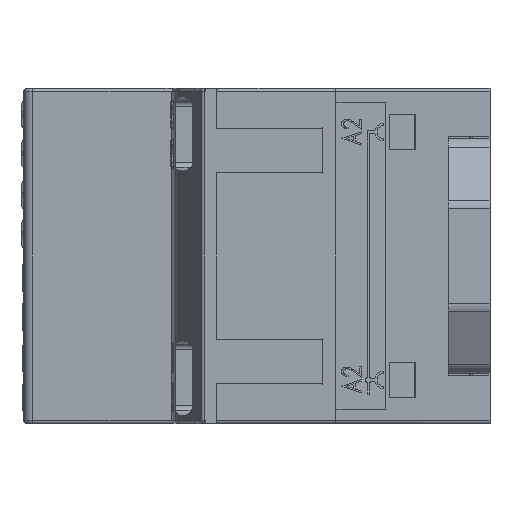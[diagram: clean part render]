
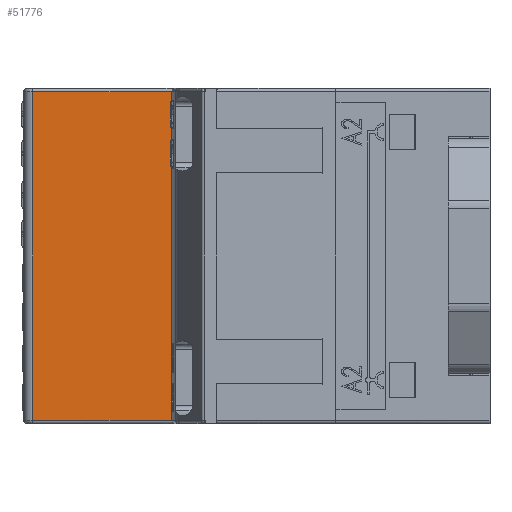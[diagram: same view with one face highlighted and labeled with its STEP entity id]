
A CAD part, left-side view. The second image highlights one B-rep face of the part: STEP entity #51776.
In plain terms, the highlighted planar face has unit normal (-1, 0, 0).
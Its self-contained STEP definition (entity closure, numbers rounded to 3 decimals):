
#924=CIRCLE('',#54769,0.3);
#925=CIRCLE('',#54770,0.3);
#3087=FACE_OUTER_BOUND('',#5826,.T.);
#5826=EDGE_LOOP('',(#34576,#34577,#34578,#34579,#34580,#34581,#34582,#34583,
#34584,#34585));
#8787=LINE('',#76245,#14811);
#8788=LINE('',#76248,#14812);
#8789=LINE('',#76250,#14813);
#8790=LINE('',#76254,#14814);
#8791=LINE('',#76258,#14815);
#8792=LINE('',#76260,#14816);
#8793=LINE('',#76262,#14817);
#8794=LINE('',#76263,#14818);
#14811=VECTOR('',#59580,4.05);
#14812=VECTOR('',#59583,19.5);
#14813=VECTOR('',#59584,6.5);
#14814=VECTOR('',#59587,21.3);
#14815=VECTOR('',#59590,6.5);
#14816=VECTOR('',#59591,4.05);
#14817=VECTOR('',#59592,19.5);
#14818=VECTOR('',#59593,30.);
#21245=VERTEX_POINT('',#76227);
#21253=VERTEX_POINT('',#76243);
#21254=VERTEX_POINT('',#76247);
#21255=VERTEX_POINT('',#76249);
#21256=VERTEX_POINT('',#76251);
#21257=VERTEX_POINT('',#76253);
#21258=VERTEX_POINT('',#76255);
#21259=VERTEX_POINT('',#76257);
#21260=VERTEX_POINT('',#76259);
#21261=VERTEX_POINT('',#76261);
#26545=EDGE_CURVE('',#21245,#21253,#8787,.T.);
#26546=EDGE_CURVE('',#21245,#21254,#8788,.T.);
#26547=EDGE_CURVE('',#21253,#21255,#8789,.T.);
#26548=EDGE_CURVE('',#21255,#21256,#924,.T.);
#26549=EDGE_CURVE('',#21256,#21257,#8790,.T.);
#26550=EDGE_CURVE('',#21257,#21258,#925,.T.);
#26551=EDGE_CURVE('',#21258,#21259,#8791,.T.);
#26552=EDGE_CURVE('',#21260,#21259,#8792,.T.);
#26553=EDGE_CURVE('',#21261,#21260,#8793,.T.);
#26554=EDGE_CURVE('',#21254,#21261,#8794,.T.);
#34576=ORIENTED_EDGE('',*,*,#26546,.F.);
#34577=ORIENTED_EDGE('',*,*,#26545,.T.);
#34578=ORIENTED_EDGE('',*,*,#26547,.T.);
#34579=ORIENTED_EDGE('',*,*,#26548,.T.);
#34580=ORIENTED_EDGE('',*,*,#26549,.T.);
#34581=ORIENTED_EDGE('',*,*,#26550,.T.);
#34582=ORIENTED_EDGE('',*,*,#26551,.T.);
#34583=ORIENTED_EDGE('',*,*,#26552,.F.);
#34584=ORIENTED_EDGE('',*,*,#26553,.F.);
#34585=ORIENTED_EDGE('',*,*,#26554,.F.);
#49702=PLANE('',#54768);
#51776=ADVANCED_FACE('',(#3087),#49702,.F.);
#54768=AXIS2_PLACEMENT_3D('',#76246,#59581,#59582);
#54769=AXIS2_PLACEMENT_3D('',#76252,#59585,#59586);
#54770=AXIS2_PLACEMENT_3D('',#76256,#59588,#59589);
#59580=DIRECTION('',(0.,0.,1.));
#59581=DIRECTION('center_axis',(1.,0.,0.));
#59582=DIRECTION('ref_axis',(0.,1.,0.));
#59583=DIRECTION('',(0.,1.,0.));
#59584=DIRECTION('',(0.,1.,0.));
#59585=DIRECTION('center_axis',(1.,0.,0.));
#59586=DIRECTION('ref_axis',(0.,0.,-1.));
#59587=DIRECTION('',(0.,0.,1.));
#59588=DIRECTION('center_axis',(1.,0.,0.));
#59589=DIRECTION('ref_axis',(0.,1.,0.));
#59590=DIRECTION('',(0.,-1.,0.));
#59591=DIRECTION('',(0.,0.,-1.));
#59592=DIRECTION('',(0.,-1.,0.));
#59593=DIRECTION('',(0.,0.,1.));
#76227=CARTESIAN_POINT('',(55.7,-6.8,-15.));
#76243=CARTESIAN_POINT('',(55.7,-6.8,-10.95));
#76245=CARTESIAN_POINT('',(55.7,-6.8,-15.));
#76246=CARTESIAN_POINT('Origin',(55.7,0.,15.3));
#76247=CARTESIAN_POINT('',(55.7,12.7,-15.));
#76248=CARTESIAN_POINT('',(55.7,-6.8,-15.));
#76249=CARTESIAN_POINT('',(55.7,-0.3,-10.95));
#76250=CARTESIAN_POINT('',(55.7,-6.8,-10.95));
#76251=CARTESIAN_POINT('',(55.7,0.,-10.65));
#76252=CARTESIAN_POINT('Origin',(55.7,-0.3,-10.65));
#76253=CARTESIAN_POINT('',(55.7,0.,10.65));
#76254=CARTESIAN_POINT('',(55.7,0.,-10.65));
#76255=CARTESIAN_POINT('',(55.7,-0.3,10.95));
#76256=CARTESIAN_POINT('Origin',(55.7,-0.3,10.65));
#76257=CARTESIAN_POINT('',(55.7,-6.8,10.95));
#76258=CARTESIAN_POINT('',(55.7,-0.3,10.95));
#76259=CARTESIAN_POINT('',(55.7,-6.8,15.));
#76260=CARTESIAN_POINT('',(55.7,-6.8,15.));
#76261=CARTESIAN_POINT('',(55.7,12.7,15.));
#76262=CARTESIAN_POINT('',(55.7,12.7,15.));
#76263=CARTESIAN_POINT('',(55.7,12.7,-15.));
